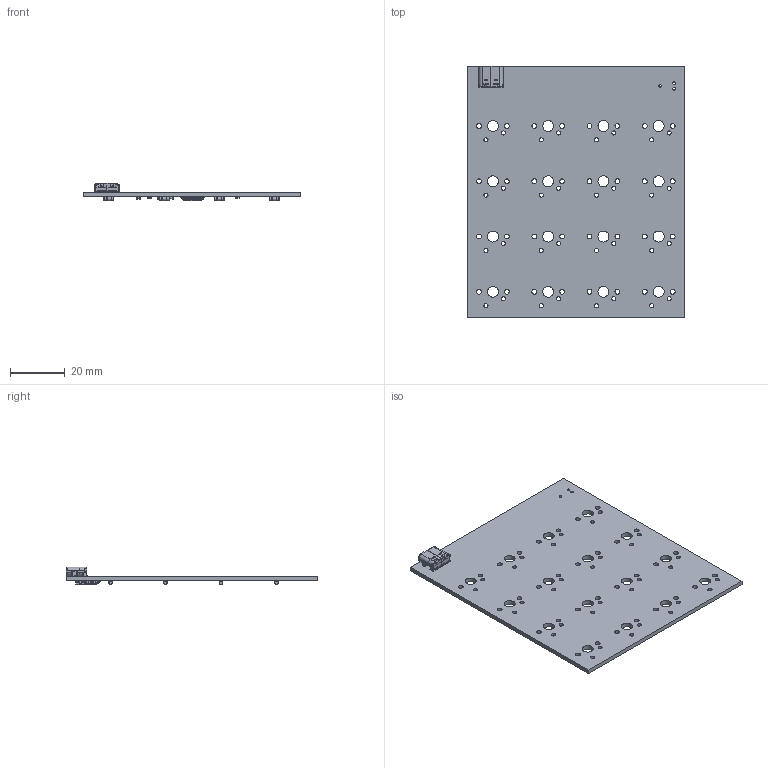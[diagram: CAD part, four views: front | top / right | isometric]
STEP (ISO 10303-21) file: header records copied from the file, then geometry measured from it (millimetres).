
FILE_DESCRIPTION(('KiCad electronic assembly'),'2;1');
FILE_NAME('CrumbCatcherLight.step','2024-03-19T21:55:07',('Pcbnew'),( 'Kicad'),'Open CASCADE STEP processor 7.7','KiCad to STEP converter' ,'Unknown');
FILE_SCHEMA(('AUTOMOTIVE_DESIGN { 1 0 10303 214 1 1 1 1 }'));
Length unit declared in the file: millimetre
Products named in the file (14): CrumbCatcherLight 1; USB_C_Receptacle_GCT_USB4105-xx-A_16P_TopMnt_Horizontal; USB_C_Receptacle_16P_TopMnt_Horizontal_GCT_USB4105-xx-A; R_0603_1608Metric; D_MiniMELF; D_MiniMELF_Standard; C_0603_1608Metric; LQFP-48_7x7mm_P0.5mm; LQFP_48_7x7mm_P05mm; SOT-23; SOT_23; CrumbCatcherLight_PCB
Assembly tree (39 placements, depth 3):
  CrumbCatcherLight 1
    USB_C_Receptacle_GCT_USB4105-xx-A_16P_TopMnt_Horizontal
      USB_C_Receptacle_16P_TopMnt_Horizontal_GCT_USB4105-xx-A
    R_0603_1608Metric  x6
      R_0603_1608Metric
    D_MiniMELF  x16
      D_MiniMELF_Standard
    C_0603_1608Metric  x7
      C_0603_1608Metric
    LQFP-48_7x7mm_P0.5mm
      LQFP_48_7x7mm_P05mm
    SOT-23
      SOT_23
    CrumbCatcherLight_PCB
Bounding box: 79.38 x 91.82 x 6.51 mm (x, y, z)
Volume: 11401.8 mm3; surface area: 16437.7 mm2
Topology: 68 solids, 68 shells, 2153 faces, 5370 edges, 3422 vertices
Faces by surface type: plane 1356, cylinder 650, bspline 107, revolution 32, cone 8
Full cylindrical faces by diameter (mm): 0.5 x3, 0.65 x2, 0.991 x3, 1.35 x32, 1.4 x48, 1.5 x32, 1.75 x32, 4 x16
Entity records: 64857 total; most frequent: CARTESIAN_POINT 12170, ORIENTED_EDGE 8626, DIRECTION 8337, EDGE_CURVE 4313, LINE 3277, VECTOR 3277, VERTEX_POINT 2734, AXIS2_PLACEMENT_3D 2529
